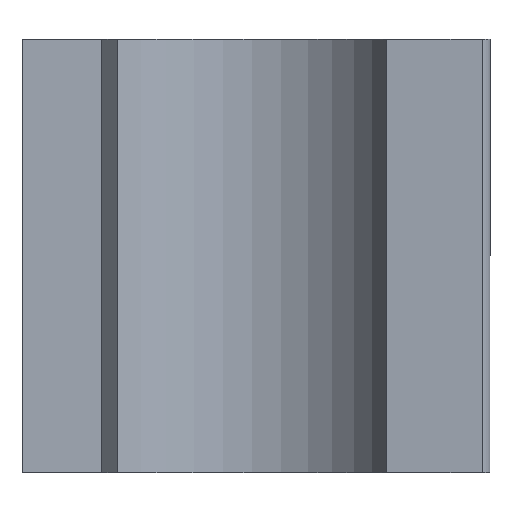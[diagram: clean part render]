
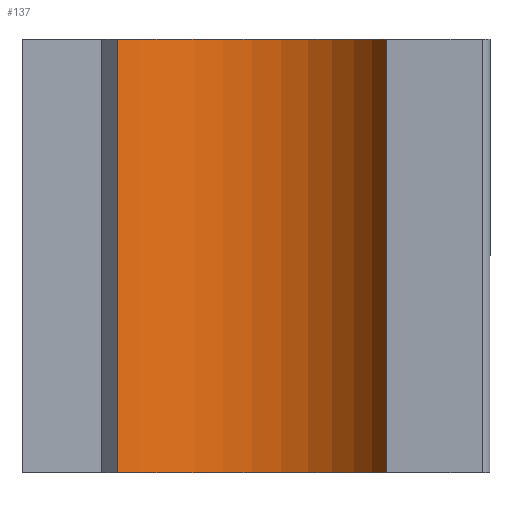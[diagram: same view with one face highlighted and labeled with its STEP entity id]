
A CAD part, top view. The second image highlights one B-rep face of the part: STEP entity #137.
In plain terms, the highlighted cylindrical face has radius 9.731 mm (diameter 19.462 mm), a partial arc.
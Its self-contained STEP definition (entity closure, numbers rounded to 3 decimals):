
#137 = ADVANCED_FACE( '', ( #243 ), #244, .F. );
#243 = FACE_OUTER_BOUND( '', #335, .T. );
#244 = CYLINDRICAL_SURFACE( '', #336, 9.731 );
#335 = EDGE_LOOP( '', ( #488, #489, #490, #491 ) );
#336 = AXIS2_PLACEMENT_3D( '', #492, #493, #494 );
#488 = ORIENTED_EDGE( '', *, *, #659, .F. );
#489 = ORIENTED_EDGE( '', *, *, #660, .F. );
#490 = ORIENTED_EDGE( '', *, *, #655, .T. );
#491 = ORIENTED_EDGE( '', *, *, #661, .T. );
#492 = CARTESIAN_POINT( '', ( -14.894, 25., 12.298 ) );
#493 = DIRECTION( '', ( 0., 1., 0. ) );
#494 = DIRECTION( '', ( 0., 0., -1. ) );
#655 = EDGE_CURVE( '', #774, #772, #775, .T. );
#659 = EDGE_CURVE( '', #779, #780, #781, .T. );
#660 = EDGE_CURVE( '', #774, #779, #782, .T. );
#661 = EDGE_CURVE( '', #772, #780, #783, .T. );
#772 = VERTEX_POINT( '', #934 );
#774 = VERTEX_POINT( '', #937 );
#775 = CIRCLE( '', #938, 9.731 );
#779 = VERTEX_POINT( '', #944 );
#780 = VERTEX_POINT( '', #945 );
#781 = CIRCLE( '', #946, 9.731 );
#782 = LINE( '', #947, #948 );
#783 = LINE( '', #949, #950 );
#934 = CARTESIAN_POINT( '', ( -21.496, 25., 5.15 ) );
#937 = CARTESIAN_POINT( '', ( -5.978, 25., 8.397 ) );
#938 = AXIS2_PLACEMENT_3D( '', #1042, #1043, #1044 );
#944 = CARTESIAN_POINT( '', ( -5.978, 0., 8.397 ) );
#945 = CARTESIAN_POINT( '', ( -21.496, 0., 5.15 ) );
#946 = AXIS2_PLACEMENT_3D( '', #1047, #1048, #1049 );
#947 = CARTESIAN_POINT( '', ( -5.978, 25., 8.397 ) );
#948 = VECTOR( '', #1050, 1000. );
#949 = CARTESIAN_POINT( '', ( -21.496, 25., 5.15 ) );
#950 = VECTOR( '', #1051, 1000. );
#1042 = CARTESIAN_POINT( '', ( -14.894, 25., 12.298 ) );
#1043 = DIRECTION( '', ( 0., 1., 0. ) );
#1044 = DIRECTION( '', ( 1., 0., 0. ) );
#1047 = CARTESIAN_POINT( '', ( -14.894, 0., 12.298 ) );
#1048 = DIRECTION( '', ( 0., 1., 0. ) );
#1049 = DIRECTION( '', ( 1., 0., 0. ) );
#1050 = DIRECTION( '', ( 0., -1., 0. ) );
#1051 = DIRECTION( '', ( 0., -1., 0. ) );
